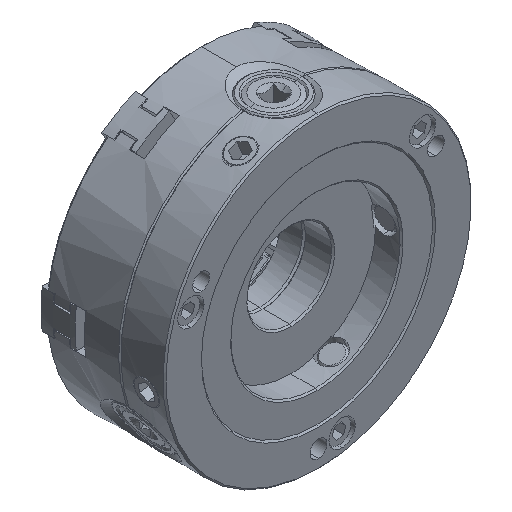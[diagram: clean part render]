
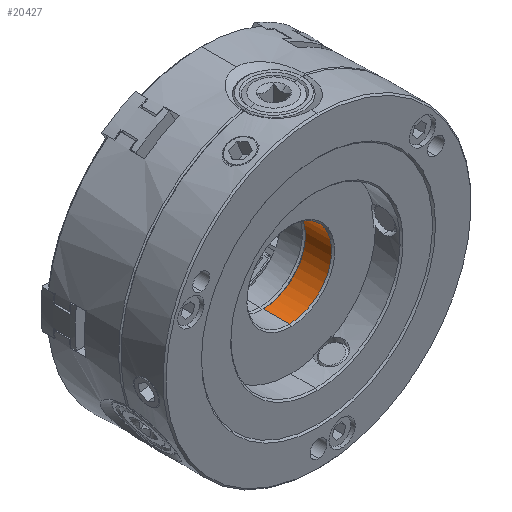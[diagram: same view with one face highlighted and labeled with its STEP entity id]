
A CAD part, isometric view. The second image highlights one B-rep face of the part: STEP entity #20427.
In plain terms, the highlighted free-form (B-spline) face has degree [1, 3] with [2, 4] control points.
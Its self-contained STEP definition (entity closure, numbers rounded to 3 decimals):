
#519 = EDGE_CURVE ( 'NONE', #19312, #6569, #4319, .T. ) ;
#1217 = ORIENTED_EDGE ( 'NONE', *, *, #1860, .T. ) ;
#1860 = EDGE_CURVE ( 'NONE', #2181, #6569, #4690, .T. ) ;
#2181 = VERTEX_POINT ( 'NONE', #20862 ) ;
#2241 = CARTESIAN_POINT ( 'NONE',  ( 55., 36., -27.5 ) ) ;
#3229 = EDGE_CURVE ( 'NONE', #3971, #2181, #20348, .T. ) ;
#3587 = CARTESIAN_POINT ( 'NONE',  ( 0., 19., 27.5 ) ) ;
#3971 = VERTEX_POINT ( 'NONE', #5192 ) ;
#4015 = CARTESIAN_POINT ( 'NONE',  ( 0., 36., -27.5 ) ) ;
#4319 = B_SPLINE_CURVE_WITH_KNOTS ( 'NONE', 1,
 ( #12796, #11827 ),
 .UNSPECIFIED., .F., .F.,
 ( 2, 2 ),
 ( 0., 1. ),
 .UNSPECIFIED. ) ;
#4448 = CARTESIAN_POINT ( 'NONE',  ( 55., 19., -27.5 ) ) ;
#4690 =( BOUNDED_CURVE ( )  B_SPLINE_CURVE ( 3, ( #20486, #4448, #16227, #6048 ),
 .UNSPECIFIED., .F., .T. ) 
 B_SPLINE_CURVE_WITH_KNOTS ( ( 4, 4 ),
 ( 0.5, 1. ),
 .UNSPECIFIED. ) 
 CURVE ( )  GEOMETRIC_REPRESENTATION_ITEM ( )  RATIONAL_B_SPLINE_CURVE ( ( 1., 0.333, 0.333, 1. ) ) 
 REPRESENTATION_ITEM ( '' )  );
#4694 = CARTESIAN_POINT ( 'NONE',  ( 55., 36., -27.5 ) ) ;
#4902 = CARTESIAN_POINT ( 'NONE',  ( 55., 19., -27.5 ) ) ;
#5192 = CARTESIAN_POINT ( 'NONE',  ( 0., 36., -27.5 ) ) ;
#6048 = CARTESIAN_POINT ( 'NONE',  ( 0., 19., 27.5 ) ) ;
#6569 = VERTEX_POINT ( 'NONE', #3587 ) ;
#7362 =( BOUNDED_SURFACE ( )  B_SPLINE_SURFACE ( 1, 3, ( 
 ( #16188, #4694, #19344, #11137 ),
 ( #17559, #4902, #17974, #9548 ) ),
 .UNSPECIFIED., .F., .F., .F. ) 
 B_SPLINE_SURFACE_WITH_KNOTS ( ( 2, 2 ),
 ( 4, 4 ),
 ( 0., 1. ),
 ( 0., 1. ),
 .UNSPECIFIED. ) 
 GEOMETRIC_REPRESENTATION_ITEM ( )  RATIONAL_B_SPLINE_SURFACE ( (
 ( 1., 0.333, 0.333, 1.),
 ( 1., 0.333, 0.333, 1.) ) ) 
 REPRESENTATION_ITEM ( '' )  SURFACE ( )  );
#7791 = ORIENTED_EDGE ( 'NONE', *, *, #519, .F. ) ;
#9548 = CARTESIAN_POINT ( 'NONE',  ( 0., 19., 27.5 ) ) ;
#10378 = ORIENTED_EDGE ( 'NONE', *, *, #3229, .T. ) ;
#10382 = CARTESIAN_POINT ( 'NONE',  ( 0., 36., 27.5 ) ) ;
#11137 = CARTESIAN_POINT ( 'NONE',  ( 0., 36., 27.5 ) ) ;
#11827 = CARTESIAN_POINT ( 'NONE',  ( 0., 19., 27.5 ) ) ;
#11949 = CARTESIAN_POINT ( 'NONE',  ( 55., 36., 27.5 ) ) ;
#12346 = EDGE_CURVE ( 'NONE', #3971, #19312, #14043, .T. ) ;
#12796 = CARTESIAN_POINT ( 'NONE',  ( 0., 36., 27.5 ) ) ;
#13421 = CARTESIAN_POINT ( 'NONE',  ( 0., 36., 27.5 ) ) ;
#14043 =( BOUNDED_CURVE ( )  B_SPLINE_CURVE ( 3, ( #16692, #2241, #11949, #10382 ),
 .UNSPECIFIED., .F., .T. ) 
 B_SPLINE_CURVE_WITH_KNOTS ( ( 4, 4 ),
 ( 0., 0.5 ),
 .UNSPECIFIED. ) 
 CURVE ( )  GEOMETRIC_REPRESENTATION_ITEM ( )  RATIONAL_B_SPLINE_CURVE ( ( 1., 0.333, 0.333, 1. ) ) 
 REPRESENTATION_ITEM ( '' )  );
#14291 = FACE_OUTER_BOUND ( 'NONE', #18157, .T. ) ;
#14680 = ORIENTED_EDGE ( 'NONE', *, *, #12346, .F. ) ;
#16188 = CARTESIAN_POINT ( 'NONE',  ( 0., 36., -27.5 ) ) ;
#16227 = CARTESIAN_POINT ( 'NONE',  ( 55., 19., 27.5 ) ) ;
#16692 = CARTESIAN_POINT ( 'NONE',  ( 0., 36., -27.5 ) ) ;
#17559 = CARTESIAN_POINT ( 'NONE',  ( 0., 19., -27.5 ) ) ;
#17974 = CARTESIAN_POINT ( 'NONE',  ( 55., 19., 27.5 ) ) ;
#18157 = EDGE_LOOP ( 'NONE', ( #7791, #14680, #10378, #1217 ) ) ;
#18352 = CARTESIAN_POINT ( 'NONE',  ( 0., 19., -27.5 ) ) ;
#19312 = VERTEX_POINT ( 'NONE', #13421 ) ;
#19344 = CARTESIAN_POINT ( 'NONE',  ( 55., 36., 27.5 ) ) ;
#20348 = B_SPLINE_CURVE_WITH_KNOTS ( 'NONE', 1,
 ( #4015, #18352 ),
 .UNSPECIFIED., .F., .F.,
 ( 2, 2 ),
 ( 0., 1. ),
 .UNSPECIFIED. ) ;
#20427 = ADVANCED_FACE ( 'NONE', ( #14291 ), #7362, .T. ) ;
#20486 = CARTESIAN_POINT ( 'NONE',  ( 0., 19., -27.5 ) ) ;
#20862 = CARTESIAN_POINT ( 'NONE',  ( 0., 19., -27.5 ) ) ;
